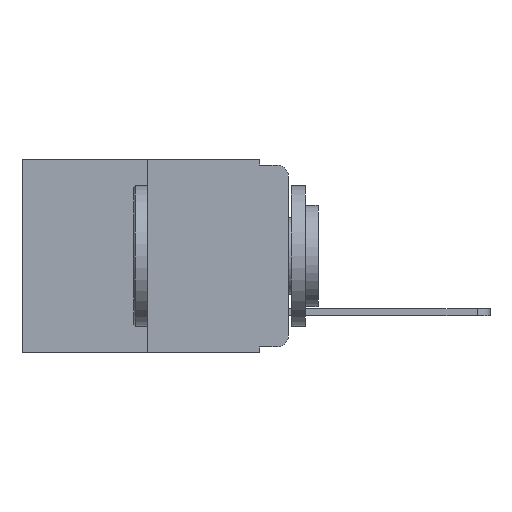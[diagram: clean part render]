
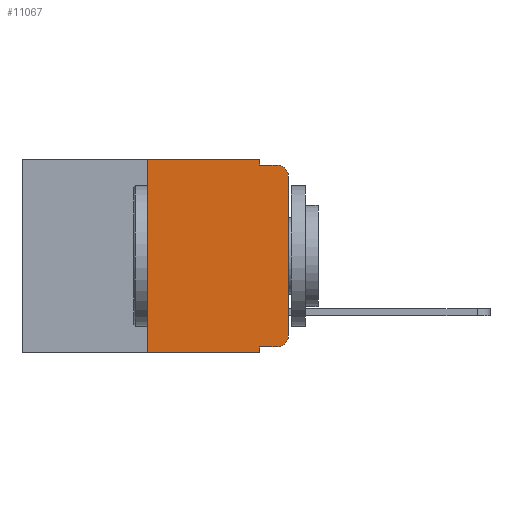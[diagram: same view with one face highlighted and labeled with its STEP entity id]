
A CAD part, left-side view. The second image highlights one B-rep face of the part: STEP entity #11067.
In plain terms, the highlighted planar face has unit normal (-1, 0, 0).
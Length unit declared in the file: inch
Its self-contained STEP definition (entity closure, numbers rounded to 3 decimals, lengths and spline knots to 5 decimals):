
#52 = VERTEX_POINT ( 'NONE', #587 ) ;
#177 = VECTOR ( 'NONE', #7143, 39.37008 ) ;
#230 = CIRCLE ( 'NONE', #10987, 0.02 ) ;
#413 = DIRECTION ( 'NONE',  ( 0., 0., -1. ) ) ;
#474 = CIRCLE ( 'NONE', #6600, 0.02 ) ;
#587 = CARTESIAN_POINT ( 'NONE',  ( 0., 0.051, -0.333 ) ) ;
#611 = CARTESIAN_POINT ( 'NONE',  ( 0., 0.25, -0.343 ) ) ;
#620 = CARTESIAN_POINT ( 'NONE',  ( 0., 0.25, 0. ) ) ;
#641 = LINE ( 'NONE', #8860, #7478 ) ;
#795 = PLANE ( 'NONE',  #3039 ) ;
#847 = ORIENTED_EDGE ( 'NONE', *, *, #5714, .F. ) ;
#866 = EDGE_CURVE ( 'NONE', #52, #3502, #2957, .T. ) ;
#947 = VECTOR ( 'NONE', #9485, 39.37008 ) ;
#1068 = EDGE_CURVE ( 'NONE', #2479, #6883, #641, .T. ) ;
#1110 = DIRECTION ( 'NONE',  ( -1., 0., 0. ) ) ;
#1129 = CARTESIAN_POINT ( 'NONE',  ( 0., 0.02, -0.313 ) ) ;
#1213 = DIRECTION ( 'NONE',  ( 0., 0., -1. ) ) ;
#1217 = VERTEX_POINT ( 'NONE', #9088 ) ;
#1232 = EDGE_CURVE ( 'NONE', #6883, #6604, #474, .T. ) ;
#1301 = VECTOR ( 'NONE', #4846, 39.37008 ) ;
#1345 = LINE ( 'NONE', #3367, #6129 ) ;
#1457 = CARTESIAN_POINT ( 'NONE',  ( 0., 0.051, -0.01 ) ) ;
#1591 = DIRECTION ( 'NONE',  ( 0., 0., 1. ) ) ;
#2120 = EDGE_LOOP ( 'NONE', ( #9683, #3962, #847, #10062, #8923, #4684, #7519, #3670, #10415, #9060 ) ) ;
#2317 = VERTEX_POINT ( 'NONE', #611 ) ;
#2479 = VERTEX_POINT ( 'NONE', #4623 ) ;
#2695 = CARTESIAN_POINT ( 'NONE',  ( 0., 0.473, 0. ) ) ;
#2938 = CARTESIAN_POINT ( 'NONE',  ( 0., 0.051, 0. ) ) ;
#2957 = LINE ( 'NONE', #7062, #177 ) ;
#3039 = AXIS2_PLACEMENT_3D ( 'NONE', #2695, #8731, #3564 ) ;
#3367 = CARTESIAN_POINT ( 'NONE',  ( 0., 0.473, 0. ) ) ;
#3380 = DIRECTION ( 'NONE',  ( 0., -1., 0. ) ) ;
#3502 = VERTEX_POINT ( 'NONE', #4353 ) ;
#3546 = EDGE_CURVE ( 'NONE', #4570, #3946, #1345, .T. ) ;
#3564 = DIRECTION ( 'NONE',  ( 0., 0., -1. ) ) ;
#3670 = ORIENTED_EDGE ( 'NONE', *, *, #10240, .F. ) ;
#3807 = VECTOR ( 'NONE', #10331, 39.37008 ) ;
#3946 = VERTEX_POINT ( 'NONE', #8605 ) ;
#3962 = ORIENTED_EDGE ( 'NONE', *, *, #1232, .T. ) ;
#4353 = CARTESIAN_POINT ( 'NONE',  ( 0., 0.02, -0.333 ) ) ;
#4404 = CARTESIAN_POINT ( 'NONE',  ( 0., 0.02, -0.01 ) ) ;
#4570 = VERTEX_POINT ( 'NONE', #4759 ) ;
#4623 = CARTESIAN_POINT ( 'NONE',  ( 0., 0., -0.313 ) ) ;
#4684 = ORIENTED_EDGE ( 'NONE', *, *, #10952, .F. ) ;
#4759 = CARTESIAN_POINT ( 'NONE',  ( 0., 0.25, 0. ) ) ;
#4846 = DIRECTION ( 'NONE',  ( 0., -1., 0. ) ) ;
#5011 = CARTESIAN_POINT ( 'NONE',  ( 0., 0.051, 0. ) ) ;
#5167 = EDGE_CURVE ( 'NONE', #3502, #2479, #230, .T. ) ;
#5402 = CARTESIAN_POINT ( 'NONE',  ( 0., 0.473, -0.343 ) ) ;
#5714 = EDGE_CURVE ( 'NONE', #6763, #6604, #8283, .T. ) ;
#5912 = EDGE_CURVE ( 'NONE', #3946, #6763, #10290, .T. ) ;
#6129 = VECTOR ( 'NONE', #3380, 39.37008 ) ;
#6600 = AXIS2_PLACEMENT_3D ( 'NONE', #7848, #10320, #9979 ) ;
#6604 = VERTEX_POINT ( 'NONE', #4404 ) ;
#6733 = DIRECTION ( 'NONE',  ( 0., 0., 1. ) ) ;
#6763 = VERTEX_POINT ( 'NONE', #10291 ) ;
#6883 = VERTEX_POINT ( 'NONE', #9148 ) ;
#7062 = CARTESIAN_POINT ( 'NONE',  ( 0., 0.051, -0.333 ) ) ;
#7143 = DIRECTION ( 'NONE',  ( 0., -1., 0. ) ) ;
#7147 = LINE ( 'NONE', #620, #7385 ) ;
#7385 = VECTOR ( 'NONE', #1591, 39.37008 ) ;
#7478 = VECTOR ( 'NONE', #6733, 39.37008 ) ;
#7519 = ORIENTED_EDGE ( 'NONE', *, *, #8096, .T. ) ;
#7759 = FACE_OUTER_BOUND ( 'NONE', #2120, .T. ) ;
#7848 = CARTESIAN_POINT ( 'NONE',  ( 0., 0.02, -0.03 ) ) ;
#8096 = EDGE_CURVE ( 'NONE', #2317, #1217, #9888, .T. ) ;
#8283 = LINE ( 'NONE', #1457, #1301 ) ;
#8605 = CARTESIAN_POINT ( 'NONE',  ( 0., 0.051, 0. ) ) ;
#8731 = DIRECTION ( 'NONE',  ( 1., 0., 0. ) ) ;
#8860 = CARTESIAN_POINT ( 'NONE',  ( 0., 0., 0. ) ) ;
#8923 = ORIENTED_EDGE ( 'NONE', *, *, #3546, .F. ) ;
#9060 = ORIENTED_EDGE ( 'NONE', *, *, #5167, .T. ) ;
#9088 = CARTESIAN_POINT ( 'NONE',  ( 0., 0.051, -0.343 ) ) ;
#9148 = CARTESIAN_POINT ( 'NONE',  ( 0., 0., -0.03 ) ) ;
#9485 = DIRECTION ( 'NONE',  ( 0., -1., 0. ) ) ;
#9683 = ORIENTED_EDGE ( 'NONE', *, *, #1068, .T. ) ;
#9888 = LINE ( 'NONE', #5402, #947 ) ;
#9979 = DIRECTION ( 'NONE',  ( 0., 0., -1. ) ) ;
#10062 = ORIENTED_EDGE ( 'NONE', *, *, #5912, .F. ) ;
#10240 = EDGE_CURVE ( 'NONE', #52, #1217, #10912, .T. ) ;
#10290 = LINE ( 'NONE', #2938, #3807 ) ;
#10291 = CARTESIAN_POINT ( 'NONE',  ( 0., 0.051, -0.01 ) ) ;
#10320 = DIRECTION ( 'NONE',  ( -1., 0., 0. ) ) ;
#10331 = DIRECTION ( 'NONE',  ( 0., 0., -1. ) ) ;
#10415 = ORIENTED_EDGE ( 'NONE', *, *, #866, .T. ) ;
#10667 = VECTOR ( 'NONE', #413, 39.37008 ) ;
#10912 = LINE ( 'NONE', #5011, #10667 ) ;
#10952 = EDGE_CURVE ( 'NONE', #2317, #4570, #7147, .T. ) ;
#10987 = AXIS2_PLACEMENT_3D ( 'NONE', #1129, #1110, #1213 ) ;
#11067 = ADVANCED_FACE ( 'NONE', ( #7759 ), #795, .F. ) ;
